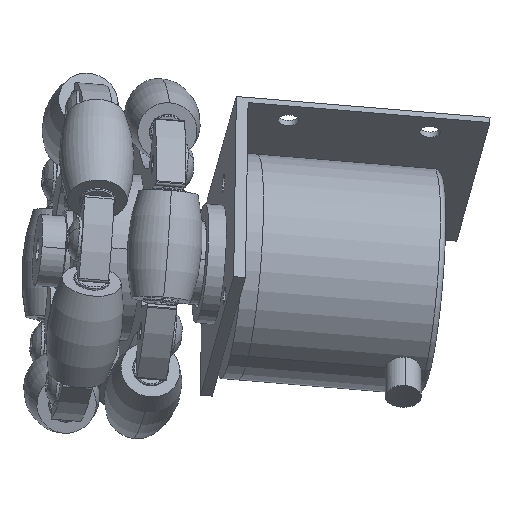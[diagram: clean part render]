
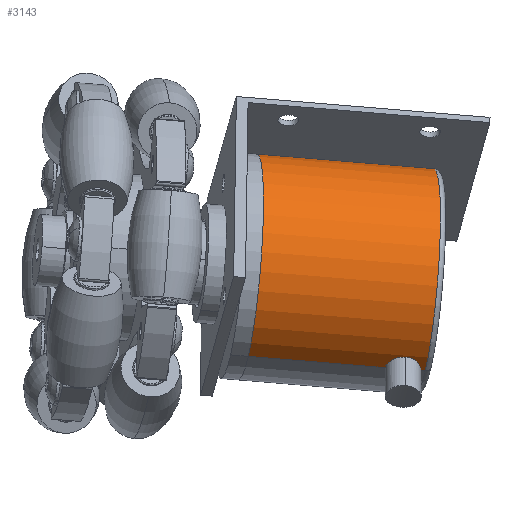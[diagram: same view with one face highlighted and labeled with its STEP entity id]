
A CAD part, top view. The second image highlights one B-rep face of the part: STEP entity #3143.
In plain terms, the highlighted cylindrical face has radius 19 mm (diameter 38 mm), a partial arc.
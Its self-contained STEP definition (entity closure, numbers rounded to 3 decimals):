
#281 = LINE ( 'NONE', #1197, #5540 ) ;
#677 = EDGE_CURVE ( 'NONE', #7526, #3056, #3611, .T. ) ;
#1197 = CARTESIAN_POINT ( 'NONE',  ( 0., 31., -19. ) ) ;
#1210 = CIRCLE ( 'NONE', #3665, 19. ) ;
#1291 = ORIENTED_EDGE ( 'NONE', *, *, #677, .T. ) ;
#1384 = FACE_OUTER_BOUND ( 'NONE', #4944, .T. ) ;
#1652 = CYLINDRICAL_SURFACE ( 'NONE', #1922, 19. ) ;
#1922 = AXIS2_PLACEMENT_3D ( 'NONE', #8805, #9158, #4974 ) ;
#2333 = CARTESIAN_POINT ( 'NONE',  ( 0., 31., 19. ) ) ;
#2620 = EDGE_CURVE ( 'NONE', #9011, #3056, #281, .T. ) ;
#2624 = ORIENTED_EDGE ( 'NONE', *, *, #4438, .F. ) ;
#2906 = CARTESIAN_POINT ( 'NONE',  ( 0., 1., 19. ) ) ;
#3056 = VERTEX_POINT ( 'NONE', #7352 ) ;
#3143 = ADVANCED_FACE ( 'NONE', ( #1384 ), #1652, .T. ) ;
#3611 = CIRCLE ( 'NONE', #4299, 19. ) ;
#3665 = AXIS2_PLACEMENT_3D ( 'NONE', #3950, #4866, #8151 ) ;
#3950 = CARTESIAN_POINT ( 'NONE',  ( 0., 31., 0. ) ) ;
#4299 = AXIS2_PLACEMENT_3D ( 'NONE', #10151, #7136, #5453 ) ;
#4438 = EDGE_CURVE ( 'NONE', #9704, #9011, #1210, .T. ) ;
#4591 = CARTESIAN_POINT ( 'NONE',  ( 0., 31., -19. ) ) ;
#4866 = DIRECTION ( 'NONE',  ( 0., 1., 0. ) ) ;
#4944 = EDGE_LOOP ( 'NONE', ( #2624, #9481, #1291, #9088 ) ) ;
#4974 = DIRECTION ( 'NONE',  ( 0., 0., -1. ) ) ;
#5453 = DIRECTION ( 'NONE',  ( 0., 0., 1. ) ) ;
#5540 = VECTOR ( 'NONE', #7853, 1000. ) ;
#6902 = CARTESIAN_POINT ( 'NONE',  ( 0., 31., 19. ) ) ;
#7136 = DIRECTION ( 'NONE',  ( 0., 1., 0. ) ) ;
#7352 = CARTESIAN_POINT ( 'NONE',  ( 0., 1., -19. ) ) ;
#7515 = EDGE_CURVE ( 'NONE', #9704, #7526, #7608, .T. ) ;
#7526 = VERTEX_POINT ( 'NONE', #2906 ) ;
#7608 = LINE ( 'NONE', #6902, #7717 ) ;
#7717 = VECTOR ( 'NONE', #10210, 1000. ) ;
#7853 = DIRECTION ( 'NONE',  ( 0., -1., 0. ) ) ;
#8151 = DIRECTION ( 'NONE',  ( 0., 0., 1. ) ) ;
#8805 = CARTESIAN_POINT ( 'NONE',  ( 0., 31., 0. ) ) ;
#9011 = VERTEX_POINT ( 'NONE', #4591 ) ;
#9088 = ORIENTED_EDGE ( 'NONE', *, *, #2620, .F. ) ;
#9158 = DIRECTION ( 'NONE',  ( 0., -1., 0. ) ) ;
#9481 = ORIENTED_EDGE ( 'NONE', *, *, #7515, .T. ) ;
#9704 = VERTEX_POINT ( 'NONE', #2333 ) ;
#10151 = CARTESIAN_POINT ( 'NONE',  ( 0., 1., 0. ) ) ;
#10210 = DIRECTION ( 'NONE',  ( 0., -1., 0. ) ) ;
